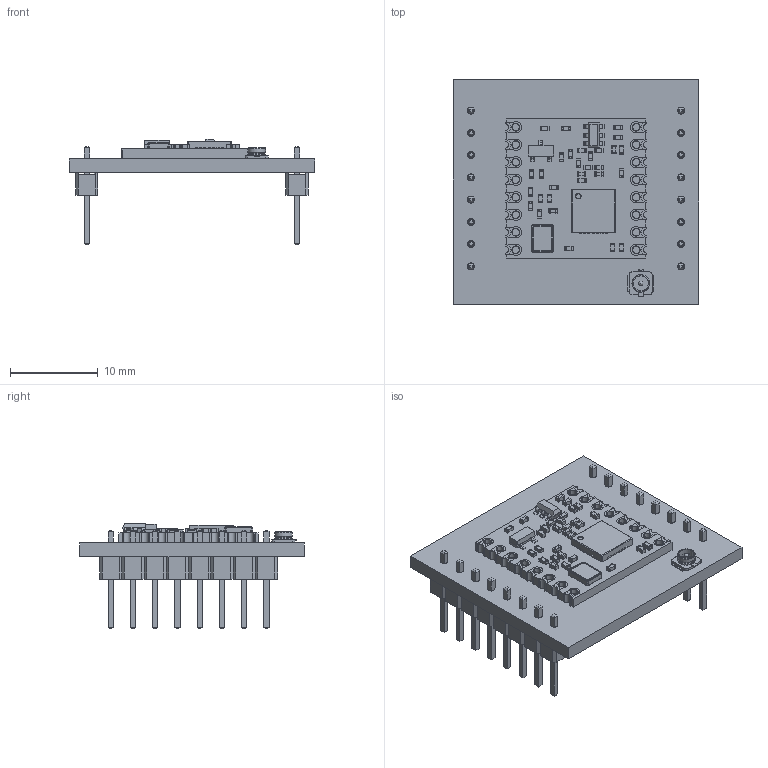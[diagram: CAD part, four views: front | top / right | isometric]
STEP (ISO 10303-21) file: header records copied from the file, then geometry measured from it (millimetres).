
FILE_DESCRIPTION(('Open CASCADE Model'),'2;1');
FILE_NAME('Open CASCADE Shape Model','2022-07-11T12:02:28',('Author'),( 'Open CASCADE'),'Open CASCADE STEP processor 6.8','Open CASCADE 6.8' ,'Unknown');
FILE_SCHEMA(('AUTOMOTIVE_DESIGN { 1 0 10303 214 1 1 1 1 }'));
Length unit declared in the file: millimetre
Products named in the file (55): PCB; Board; Open CASCADE STEP translator 6.8 1.1.1; M1; User_Library-RFM96W; Designator4; Cap0402; Designator6; Designator7; Designator8; Designator9; Designator10; Designator11; Designator12; Designator13; Designator15; SW3dPS-inductor_0402_white; Designator17; Designator18; Designator19; Designator20; Designator21; Designator22; Designator23; Designator24; Designator25; Designator26; Designator27; Designator28; Designator29; Designator27_2; SW3dPS-SOT-23-6; Designator2; QFN28; Designator5; Designator1; TXC_7M; Open_CASCADE_STEP_translator_6.5_1.29; Res0402; 1 ...
Assembly tree (97 placements, depth 5):
  PCB
    Board
      Open CASCADE STEP translator 6.8 1.1.1
    M1
      User_Library-RFM96W
        Board
        Designator4
          Cap0402
        Designator6
          Cap0402
        Designator7
          Cap0402
        Designator8
          Cap0402
        Designator9
          Cap0402
        Designator10
          Cap0402
        Designator11
          Cap0402
        Designator12
          Cap0402
        Designator13
          Cap0402
        Designator15
          SW3dPS-inductor_0402_white
        Designator17
          SW3dPS-inductor_0402_white
        Designator18
          SW3dPS-inductor_0402_white
        Designator19
          SW3dPS-inductor_0402_white
        Designator20
          SW3dPS-inductor_0402_white
        Designator21
          Cap0402
        Designator22
          Cap0402
        Designator23
          Cap0402
        Designator24
          Cap0402
        Designator25
          Cap0402
        Designator26
          Cap0402
        Designator27
          Cap0402
        Designator28
          Cap0402
        Designator29
          Cap0402
        Designator27_2
          SW3dPS-SOT-23-6
        Designator2
          QFN28
        Designator5
          Cap0402
        Designator1
          TXC_7M
Bounding box: 28 x 25.61 x 12.02 mm (x, y, z)
Volume: 1752.6 mm3; surface area: 3588.2 mm2
Topology: 148 solids, 148 shells, 3313 faces, 7710 edges, 4288 vertices
Faces by surface type: plane 1702, cylinder 1139, bspline 464, cone 7, sphere 1
Full cylindrical faces by diameter (mm): 0.5 x1, 0.8 x1, 0.812 x16, 1.7 x1, 1.855 x1, 2 x2
Entity records: 46178 total; most frequent: CARTESIAN_POINT 7186, DIRECTION 6088, ORIENTED_EDGE 5924, EDGE_CURVE 2962, LINE 2328, VECTOR 2328, AXIS2_PLACEMENT_3D 1880, VERTEX_POINT 1862
